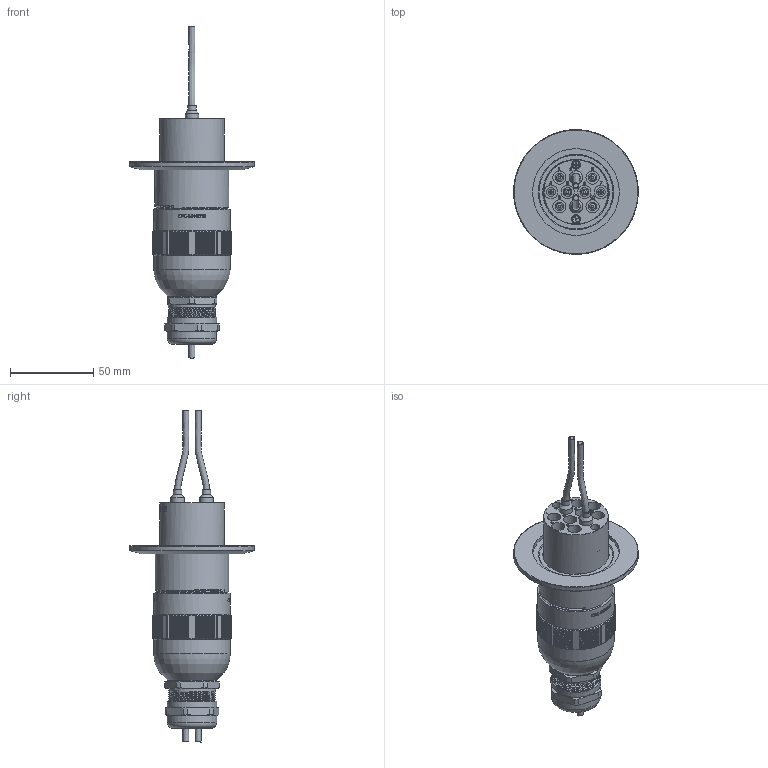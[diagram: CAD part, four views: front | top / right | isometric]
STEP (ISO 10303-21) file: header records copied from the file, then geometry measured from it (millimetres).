
FILE_DESCRIPTION (( 'STEP AP214' ), '1' );
FILE_NAME ('外发模型(带护线筒)-Z-SA-KF50-1035.STEP', '2024-08-15T10:24:09', ( '' ), ( '' ), 'SwSTEP 2.0', 'SolidWorks 2020', '' );
FILE_SCHEMA (( 'AUTOMOTIVE_DESIGN' ));
Length unit declared in the file: millimetre
Products named in the file (24): 誘盄芠-CPC-M44D18; NDL-D35L300; FL-KF50-D445; 囀郋躇猾杶 13-18; 萇盄-4.0-1035; 外发模型-母针卡爪-3540; 俋楷耀倰-FL-SA-D445-1035-L110-L119; 萇盄蝶々-4.0-1035; 誘盄芠俋褲-CPC-M44D18; M3-16-4 - 坋趼芛; 萇盄囀郋-4.0-1035; 俋楷耀倰-Z-XF-10P35-殏俔-VAC-PPS; 俋楷耀倰-BLANK-CFG-3540; 囀郋彶踡蛈 13-18; 俋楷耀倰-Z-SA-D445-1035-L110-L119; 俋楷耀倰-XF-10P35-AIR-PPS; 俋楷耀倰-XF-10P35-VAC-PPS; 誘盄芠蹟簽-LT18-PG21; 誘盄芠囀郋-FTL18-M25NX; 外发模型-Z-CFG-3540+电线-4.0-折弯-1035; 外发模型(带护线筒)-Z-SA-KF50-1035; 俋楷耀倰-SA-D445-1035-L110-L119; 俋楷耀倰-Z-XF-10P35-殏俔-AIR-PPS; 寡蝶誘盄杶
Assembly tree (41 placements, depth 6):
  外发模型(带护线筒)-Z-SA-KF50-1035
    FL-KF50-D445
    俋楷耀倰-Z-SA-D445-1035-L110-L119
      俋楷耀倰-SA-D445-1035-L110-L119
        俋楷耀倰-FL-SA-D445-1035-L110-L119
        NDL-D35L300  x10
      俋楷耀倰-Z-XF-10P35-殏俔-VAC-PPS
        俋楷耀倰-XF-10P35-VAC-PPS
        M3-16-4 - 坋趼芛  x2
        外发模型-Z-CFG-3540+电线-4.0-折弯-1035  x2
          俋楷耀倰-BLANK-CFG-3540
          外发模型-母针卡爪-3540
          萇盄-4.0-1035
            萇盄蝶々-4.0-1035
            萇盄囀郋-4.0-1035
        寡蝶誘盄杶  x2
      俋楷耀倰-Z-XF-10P35-殏俔-AIR-PPS
        俋楷耀倰-XF-10P35-AIR-PPS
        M3-16-4 - 坋趼芛  x2
        外发模型-Z-CFG-3540+电线-4.0-折弯-1035  x2
          俋楷耀倰-BLANK-CFG-3540
          外发模型-母针卡爪-3540
          萇盄-4.0-1035
            萇盄蝶々-4.0-1035
            萇盄囀郋-4.0-1035
        寡蝶誘盄杶  x2
      誘盄芠-CPC-M44D18
        誘盄芠俋褲-CPC-M44D18
        誘盄芠囀郋-FTL18-M25NX
          誘盄芠蹟簽-LT18-PG21
          囀郋躇猾杶 13-18
          囀郋彶踡蛈 13-18
Bounding box: 74.96 x 74.98 x 199.8 mm (x, y, z)
Volume: 126849.4 mm3; surface area: 99453.3 mm2
Topology: 54 solids, 54 shells, 1273 faces, 3546 edges, 2555 vertices
Faces by surface type: plane 712, cylinder 385, bspline 84, torus 51, cone 41
Full cylindrical faces by diameter (mm): 1 x4, 1.8 x4, 2.5 x80, 2.8 x4, 3 x4, 3.5 x28, 3.6 x4, 4.5 x4, 5 x12, 5.2 x24, 5.4 x4, 5.5 x4, 6 x4, 6.5 x8, 8 x24, 18.5 x1, 19 x2, 21.6 x1, 22.5 x1, 23.9 x1, 24 x1, 24.4 x1, 24.5 x1, 28.3 x8, 29.6 x1, 29.7 x2, 39 x2, 42.5 x1, 44.5 x6, 46 x2
Entity records: 54907 total; most frequent: CARTESIAN_POINT 32357, ORIENTED_EDGE 4910, DIRECTION 3611, EDGE_CURVE 2455, VERTEX_POINT 1936, AXIS2_PLACEMENT_3D 1423, EDGE_LOOP 1231, B_SPLINE_CURVE_WITH_KNOTS 1061
